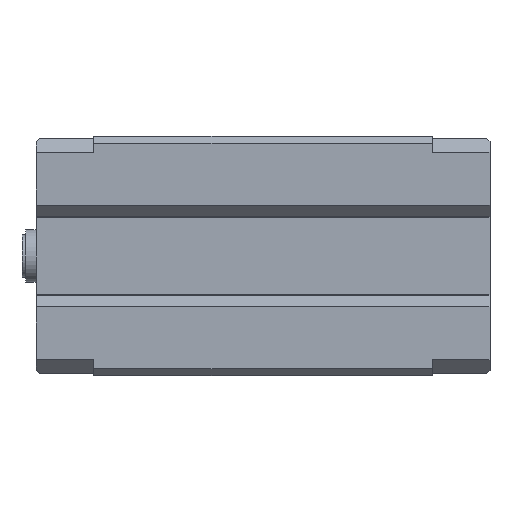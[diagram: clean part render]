
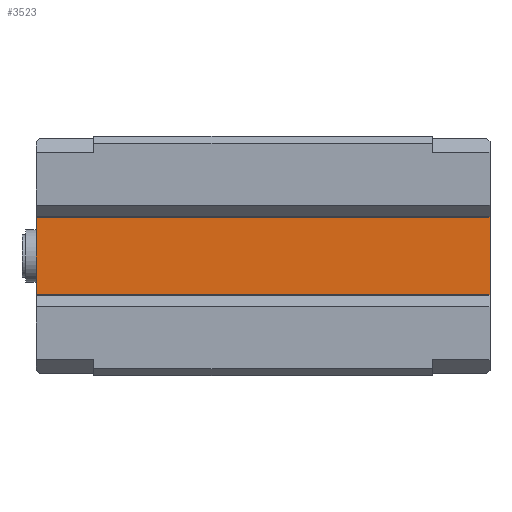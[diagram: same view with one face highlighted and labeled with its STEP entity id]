
A CAD part, front view. The second image highlights one B-rep face of the part: STEP entity #3523.
In plain terms, the highlighted planar face has unit normal (0, -1, 0).
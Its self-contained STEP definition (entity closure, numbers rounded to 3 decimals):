
#110 = VECTOR ( 'NONE', #2464, 1000. ) ;
#158 = CARTESIAN_POINT ( 'NONE',  ( 32.2, 10., -5.6 ) ) ;
#196 = DIRECTION ( 'NONE',  ( -1., 0., 0. ) ) ;
#283 = VERTEX_POINT ( 'NONE', #2294 ) ;
#434 = DIRECTION ( 'NONE',  ( 0., -1., 0. ) ) ;
#469 = VERTEX_POINT ( 'NONE', #1898 ) ;
#490 = VECTOR ( 'NONE', #3715, 1000. ) ;
#570 = VECTOR ( 'NONE', #196, 1000. ) ;
#858 = EDGE_CURVE ( 'NONE', #1029, #469, #3092, .T. ) ;
#949 = CARTESIAN_POINT ( 'NONE',  ( 32.2, 10., -5.6 ) ) ;
#972 = EDGE_LOOP ( 'NONE', ( #1643, #3162, #1688, #3294 ) ) ;
#1029 = VERTEX_POINT ( 'NONE', #1110 ) ;
#1110 = CARTESIAN_POINT ( 'NONE',  ( -32.2, 10., 5.6 ) ) ;
#1142 = CARTESIAN_POINT ( 'NONE',  ( 32.2, 10., 5.6 ) ) ;
#1252 = LINE ( 'NONE', #949, #110 ) ;
#1643 = ORIENTED_EDGE ( 'NONE', *, *, #1930, .T. ) ;
#1688 = ORIENTED_EDGE ( 'NONE', *, *, #858, .T. ) ;
#1692 = LINE ( 'NONE', #2916, #570 ) ;
#1898 = CARTESIAN_POINT ( 'NONE',  ( -32.2, 10., -5.6 ) ) ;
#1924 = PLANE ( 'NONE',  #2003 ) ;
#1930 = EDGE_CURVE ( 'NONE', #283, #2625, #1987, .T. ) ;
#1987 = LINE ( 'NONE', #158, #3143 ) ;
#2003 = AXIS2_PLACEMENT_3D ( 'NONE', #3140, #434, #2553 ) ;
#2131 = EDGE_CURVE ( 'NONE', #469, #283, #1252, .T. ) ;
#2154 = CARTESIAN_POINT ( 'NONE',  ( -32.2, 10., -5.6 ) ) ;
#2294 = CARTESIAN_POINT ( 'NONE',  ( 32.2, 10., -5.6 ) ) ;
#2464 = DIRECTION ( 'NONE',  ( 1., 0., 0. ) ) ;
#2553 = DIRECTION ( 'NONE',  ( 0., 0., -1. ) ) ;
#2597 = DIRECTION ( 'NONE',  ( 0., 0., 1. ) ) ;
#2625 = VERTEX_POINT ( 'NONE', #1142 ) ;
#2916 = CARTESIAN_POINT ( 'NONE',  ( 32.2, 10., 5.6 ) ) ;
#2946 = EDGE_CURVE ( 'NONE', #2625, #1029, #1692, .T. ) ;
#3092 = LINE ( 'NONE', #2154, #490 ) ;
#3140 = CARTESIAN_POINT ( 'NONE',  ( 32.2, 10., -5.6 ) ) ;
#3143 = VECTOR ( 'NONE', #2597, 1000. ) ;
#3162 = ORIENTED_EDGE ( 'NONE', *, *, #2946, .T. ) ;
#3294 = ORIENTED_EDGE ( 'NONE', *, *, #2131, .T. ) ;
#3447 = FACE_OUTER_BOUND ( 'NONE', #972, .T. ) ;
#3523 = ADVANCED_FACE ( 'NONE', ( #3447 ), #1924, .T. ) ;
#3715 = DIRECTION ( 'NONE',  ( 0., 0., -1. ) ) ;
